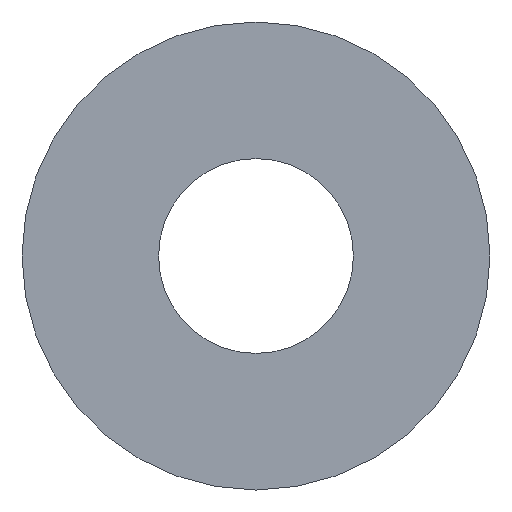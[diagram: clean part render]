
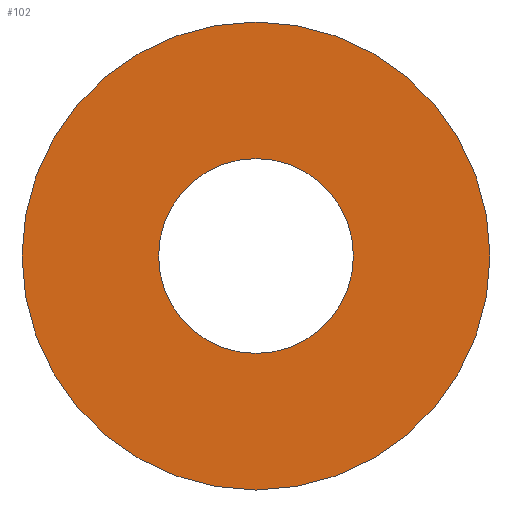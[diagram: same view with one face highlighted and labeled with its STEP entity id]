
A CAD part, front view. The second image highlights one B-rep face of the part: STEP entity #102.
In plain terms, the highlighted planar face has unit normal (0, -1, 0).
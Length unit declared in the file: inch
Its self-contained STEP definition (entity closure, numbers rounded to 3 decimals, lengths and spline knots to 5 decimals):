
#17=FACE_BOUND('',#39,.T.);
#20=PLANE('',#130);
#29=FACE_OUTER_BOUND('',#38,.T.);
#38=EDGE_LOOP('',(#90));
#39=EDGE_LOOP('',(#91));
#51=CIRCLE('',#122,0.48024);
#55=CIRCLE('',#129,0.2);
#58=VERTEX_POINT('',#174);
#62=VERTEX_POINT('',#186);
#66=EDGE_CURVE('',#58,#58,#51,.T.);
#71=EDGE_CURVE('',#62,#62,#55,.T.);
#90=ORIENTED_EDGE('',*,*,#66,.T.);
#91=ORIENTED_EDGE('',*,*,#71,.T.);
#102=ADVANCED_FACE('',(#29,#17),#20,.T.);
#122=AXIS2_PLACEMENT_3D('',#175,#143,#144);
#129=AXIS2_PLACEMENT_3D('',#187,#158,#159);
#130=AXIS2_PLACEMENT_3D('',#189,#161,#162);
#143=DIRECTION('center_axis',(0.,-1.,0.));
#144=DIRECTION('ref_axis',(1.,0.,0.));
#158=DIRECTION('center_axis',(0.,1.,0.));
#159=DIRECTION('ref_axis',(1.,0.,0.));
#161=DIRECTION('center_axis',(0.,-1.,0.));
#162=DIRECTION('ref_axis',(0.,0.,-1.));
#174=CARTESIAN_POINT('',(-1.7,0.68238,29.));
#175=CARTESIAN_POINT('Origin',(-1.21976,0.68238,29.));
#186=CARTESIAN_POINT('',(-1.41976,0.68238,29.));
#187=CARTESIAN_POINT('Origin',(-1.21976,0.68238,29.));
#189=CARTESIAN_POINT('Origin',(-1.21976,0.68238,29.));
